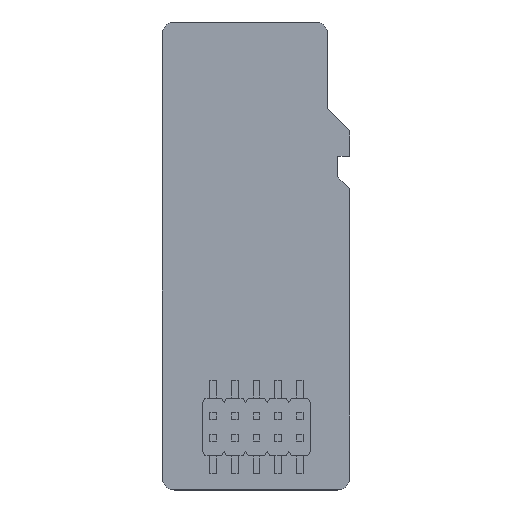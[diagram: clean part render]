
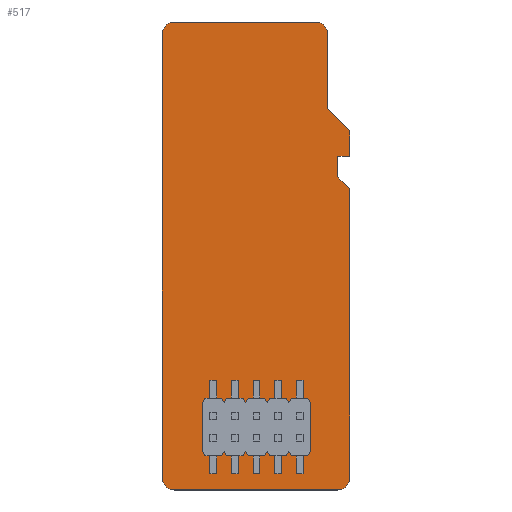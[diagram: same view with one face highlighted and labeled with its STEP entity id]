
A CAD part, top view. The second image highlights one B-rep face of the part: STEP entity #517.
In plain terms, the highlighted planar face has unit normal (0, 0, 1).
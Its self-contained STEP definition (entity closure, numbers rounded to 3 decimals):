
#60 = VERTEX_POINT('',#61);
#61 = CARTESIAN_POINT('',(0.,-11.8,0.799)
  );
#67 = EDGE_CURVE('',#60,#68,#70,.T.);
#68 = VERTEX_POINT('',#69);
#69 = CARTESIAN_POINT('',(0.,14.3,0.799
    ));
#70 = LINE('',#71,#72);
#71 = CARTESIAN_POINT('',(0.,-11.8,0.799));
#72 = VECTOR('',#73,1.);
#73 = DIRECTION('',(0.,1.,0.));
#98 = EDGE_CURVE('',#68,#99,#101,.T.);
#99 = VERTEX_POINT('',#100);
#100 = CARTESIAN_POINT('',(0.7,15.,0.799));
#101 = CIRCLE('',#102,0.7);
#102 = AXIS2_PLACEMENT_3D('',#103,#104,#105);
#103 = CARTESIAN_POINT('',(0.7,14.3,0.799));
#104 = DIRECTION('',(0.,0.,-1.));
#105 = DIRECTION('',(-1.,0.,0.));
#131 = EDGE_CURVE('',#99,#132,#134,.T.);
#132 = VERTEX_POINT('',#133);
#133 = CARTESIAN_POINT('',(9.,15.,0.799));
#134 = LINE('',#135,#136);
#135 = CARTESIAN_POINT('',(0.7,15.,0.799));
#136 = VECTOR('',#137,1.);
#137 = DIRECTION('',(1.,0.,0.));
#162 = EDGE_CURVE('',#132,#163,#165,.T.);
#163 = VERTEX_POINT('',#164);
#164 = CARTESIAN_POINT('',(9.7,14.3,0.799));
#165 = CIRCLE('',#166,0.7);
#166 = AXIS2_PLACEMENT_3D('',#167,#168,#169);
#167 = CARTESIAN_POINT('',(9.,14.3,0.799));
#168 = DIRECTION('',(0.,0.,-1.));
#169 = DIRECTION('',(0.,1.,0.));
#195 = EDGE_CURVE('',#163,#196,#198,.T.);
#196 = VERTEX_POINT('',#197);
#197 = CARTESIAN_POINT('',(9.7,9.9,0.799));
#198 = LINE('',#199,#200);
#199 = CARTESIAN_POINT('',(9.7,14.3,0.799));
#200 = VECTOR('',#201,1.);
#201 = DIRECTION('',(0.,-1.,0.));
#226 = EDGE_CURVE('',#196,#227,#229,.T.);
#227 = VERTEX_POINT('',#228);
#228 = CARTESIAN_POINT('',(11.,8.6,0.799));
#229 = LINE('',#230,#231);
#230 = CARTESIAN_POINT('',(9.7,9.9,0.799));
#231 = VECTOR('',#232,1.);
#232 = DIRECTION('',(0.707,-0.707,0.));
#257 = EDGE_CURVE('',#227,#258,#260,.T.);
#258 = VERTEX_POINT('',#259);
#259 = CARTESIAN_POINT('',(11.,7.1,0.799));
#260 = LINE('',#261,#262);
#261 = CARTESIAN_POINT('',(11.,8.6,0.799));
#262 = VECTOR('',#263,1.);
#263 = DIRECTION('',(0.,-1.,0.));
#288 = EDGE_CURVE('',#258,#289,#291,.T.);
#289 = VERTEX_POINT('',#290);
#290 = CARTESIAN_POINT('',(10.3,7.1,0.799));
#291 = LINE('',#292,#293);
#292 = CARTESIAN_POINT('',(11.,7.1,0.799));
#293 = VECTOR('',#294,1.);
#294 = DIRECTION('',(-1.,0.,0.));
#319 = EDGE_CURVE('',#289,#320,#322,.T.);
#320 = VERTEX_POINT('',#321);
#321 = CARTESIAN_POINT('',(10.3,5.9,0.799));
#322 = LINE('',#323,#324);
#323 = CARTESIAN_POINT('',(10.3,7.1,0.799));
#324 = VECTOR('',#325,1.);
#325 = DIRECTION('',(0.,-1.,0.));
#350 = EDGE_CURVE('',#320,#351,#353,.T.);
#351 = VERTEX_POINT('',#352);
#352 = CARTESIAN_POINT('',(11.,5.2,0.799));
#353 = LINE('',#354,#355);
#354 = CARTESIAN_POINT('',(10.3,5.9,0.799));
#355 = VECTOR('',#356,1.);
#356 = DIRECTION('',(0.707,-0.707,0.));
#381 = EDGE_CURVE('',#351,#382,#384,.T.);
#382 = VERTEX_POINT('',#383);
#383 = CARTESIAN_POINT('',(11.,-11.8,0.799));
#384 = LINE('',#385,#386);
#385 = CARTESIAN_POINT('',(11.,5.2,0.799));
#386 = VECTOR('',#387,1.);
#387 = DIRECTION('',(0.,-1.,0.));
#412 = EDGE_CURVE('',#382,#413,#415,.T.);
#413 = VERTEX_POINT('',#414);
#414 = CARTESIAN_POINT('',(10.3,-12.5,0.799));
#415 = CIRCLE('',#416,0.7);
#416 = AXIS2_PLACEMENT_3D('',#417,#418,#419);
#417 = CARTESIAN_POINT('',(10.3,-11.8,0.799));
#418 = DIRECTION('',(0.,0.,-1.));
#419 = DIRECTION('',(1.,0.,0.));
#445 = EDGE_CURVE('',#413,#446,#448,.T.);
#446 = VERTEX_POINT('',#447);
#447 = CARTESIAN_POINT('',(0.7,-12.5,0.799));
#448 = LINE('',#449,#450);
#449 = CARTESIAN_POINT('',(10.3,-12.5,0.799));
#450 = VECTOR('',#451,1.);
#451 = DIRECTION('',(-1.,0.,0.));
#476 = EDGE_CURVE('',#446,#60,#477,.T.);
#477 = CIRCLE('',#478,0.7);
#478 = AXIS2_PLACEMENT_3D('',#479,#480,#481);
#479 = CARTESIAN_POINT('',(0.7,-11.8,0.799));
#480 = DIRECTION('',(0.,0.,-1.));
#481 = DIRECTION('',(0.,-1.,0.));
#517 = ADVANCED_FACE('',(#518),#534,.T.);
#518 = FACE_BOUND('',#519,.F.);
#519 = EDGE_LOOP('',(#520,#521,#522,#523,#524,#525,#526,#527,#528,#529,
    #530,#531,#532,#533));
#520 = ORIENTED_EDGE('',*,*,#67,.T.);
#521 = ORIENTED_EDGE('',*,*,#98,.T.);
#522 = ORIENTED_EDGE('',*,*,#131,.T.);
#523 = ORIENTED_EDGE('',*,*,#162,.T.);
#524 = ORIENTED_EDGE('',*,*,#195,.T.);
#525 = ORIENTED_EDGE('',*,*,#226,.T.);
#526 = ORIENTED_EDGE('',*,*,#257,.T.);
#527 = ORIENTED_EDGE('',*,*,#288,.T.);
#528 = ORIENTED_EDGE('',*,*,#319,.T.);
#529 = ORIENTED_EDGE('',*,*,#350,.T.);
#530 = ORIENTED_EDGE('',*,*,#381,.T.);
#531 = ORIENTED_EDGE('',*,*,#412,.T.);
#532 = ORIENTED_EDGE('',*,*,#445,.T.);
#533 = ORIENTED_EDGE('',*,*,#476,.T.);
#534 = PLANE('',#535);
#535 = AXIS2_PLACEMENT_3D('',#536,#537,#538);
#536 = CARTESIAN_POINT('',(0.,-11.8,0.799));
#537 = DIRECTION('',(0.,0.,1.));
#538 = DIRECTION('',(1.,0.,0.));
